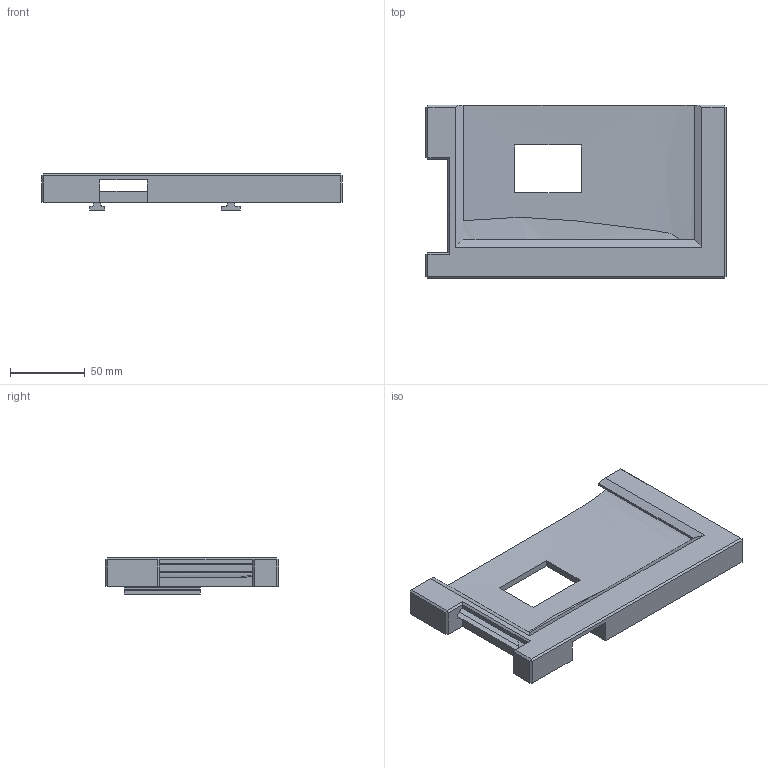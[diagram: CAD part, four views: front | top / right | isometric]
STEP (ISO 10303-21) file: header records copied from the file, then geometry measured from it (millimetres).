
FILE_DESCRIPTION (( 'STEP AP214' ), '1' );
FILE_NAME ('mount.STEP', '2013-06-13T20:10:10', ( '' ), ( '' ), 'SwSTEP 2.0', 'SolidWorks 2012', '' );
FILE_SCHEMA (( 'AUTOMOTIVE_DESIGN' ));
Length unit declared in the file: inch
Products named in the file (1): mount
Bounding box: 200.41 x 115.77 x 24.13 mm (x, y, z)
Volume: 178393.7 mm3; surface area: 64803.7 mm2
Topology: 1 solids, 1 shells, 89 faces, 244 edges, 155 vertices
Faces by surface type: plane 72, cylinder 9, bspline 8
Entity records: 3457 total; most frequent: CARTESIAN_POINT 1219, ORIENTED_EDGE 488, DIRECTION 399, EDGE_CURVE 244, LINE 201, VECTOR 201, VERTEX_POINT 155, AXIS2_PLACEMENT_3D 99
